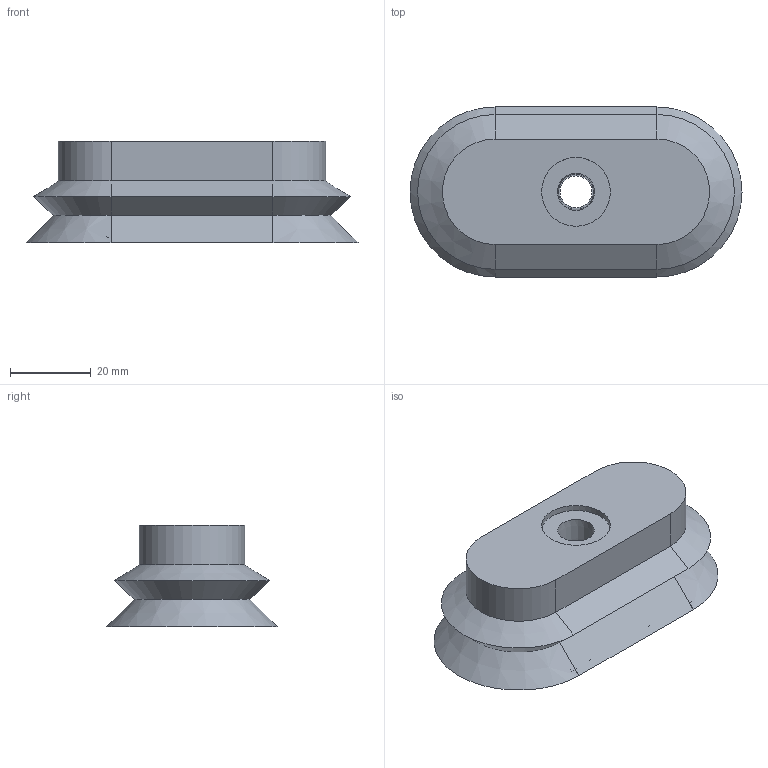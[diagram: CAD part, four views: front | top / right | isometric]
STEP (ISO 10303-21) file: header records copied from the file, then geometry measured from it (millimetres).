
FILE_DESCRIPTION (( 'STEP AP203' ), '1' );
FILE_NAME ('DL42-82BS.STEP', '2019-01-15T03:50:57', ( '' ), ( '' ), 'SwSTEP 2.0', 'SolidWorks 2014', '' );
FILE_SCHEMA (( 'CONFIG_CONTROL_DESIGN' ));
Length unit declared in the file: millimetre
Products named in the file (2): DL42-82BS
Bounding box: 82 x 42 x 25 mm (x, y, z)
Volume: 19709 mm3; surface area: 14060.4 mm2
Topology: 1 solids, 1 shells, 432 faces, 972 edges, 648 vertices
Faces by surface type: plane 358, cylinder 61, cone 13
Full cylindrical faces by diameter (mm): 1 x28, 2 x27, 7.9 x1, 17 x1
Entity records: 12076 total; most frequent: CARTESIAN_POINT 2672, DIRECTION 1788, ORIENTED_EDGE 1774, EDGE_CURVE 887, LINE 676, VECTOR 676, VERTEX_POINT 621, EDGE_LOOP 598
